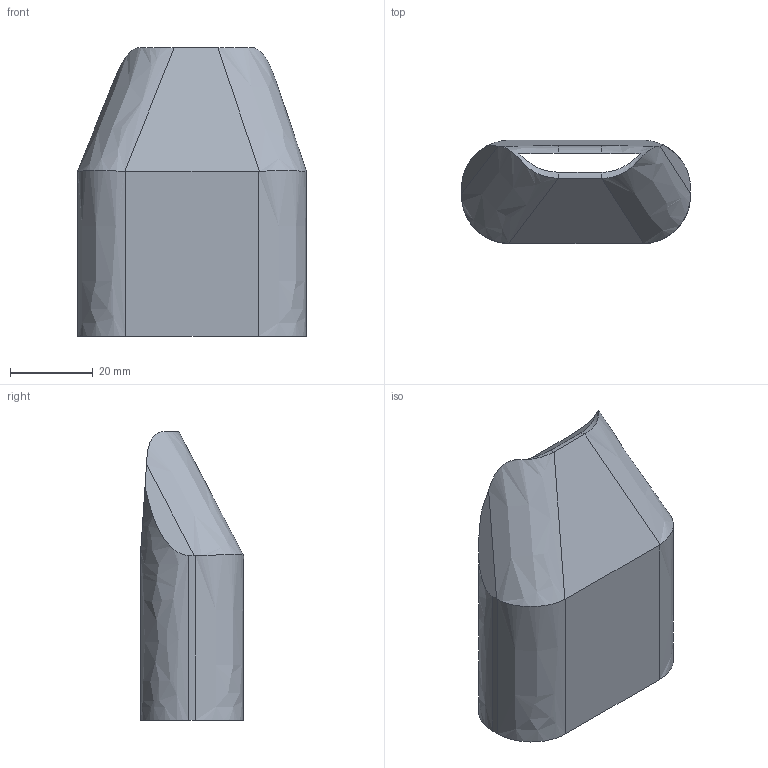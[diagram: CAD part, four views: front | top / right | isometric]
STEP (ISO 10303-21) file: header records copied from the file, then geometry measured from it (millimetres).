
FILE_DESCRIPTION(/* description */ (''),/* implementation_level */ '2;1');
FILE_NAME(/* name */ 'Black & Decker Dust Buster Pet Vac Attachment v2.step',/* time_stamp */ '2024-05-27T19:11:17-07:00',/* author */ (''),/* organization */ (''),/* preprocessor_version */ 'ST-DEVELOPER v20',/* originating_system */ 'Autodesk Translation Framework v13.14.0.145',/* authorisation */ '');
FILE_SCHEMA (('AUTOMOTIVE_DESIGN { 1 0 10303 214 3 1 1 }'));
Length unit declared in the file: millimetre
Products named in the file (1): Black & Decker Dust Buster Pet Vac Attachment and Cord Strain Relief 
Collar
Bounding box: 55.5 x 25 x 70 mm (x, y, z)
Volume: 12900.3 mm3; surface area: 17583.2 mm2
Topology: 1 solids, 1 shells, 33 faces, 98 edges, 64 vertices
Faces by surface type: plane 17, bspline 14, cylinder 2
Entity records: 1793 total; most frequent: CARTESIAN_POINT 1054, ORIENTED_EDGE 192, EDGE_CURVE 96, DIRECTION 72, B_SPLINE_CURVE_WITH_KNOTS 68, VERTEX_POINT 64, EDGE_LOOP 34, FACE_OUTER_BOUND 33
